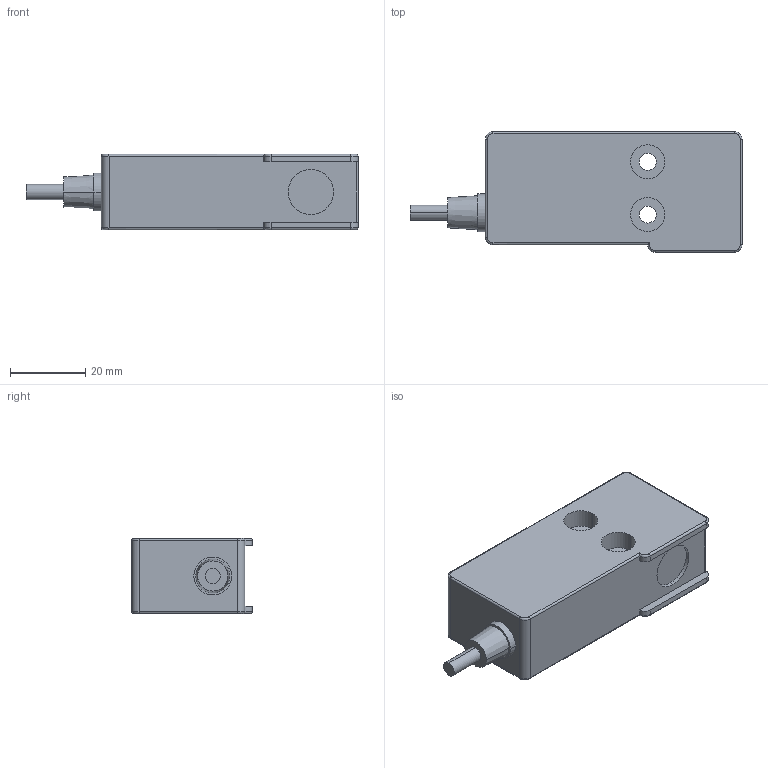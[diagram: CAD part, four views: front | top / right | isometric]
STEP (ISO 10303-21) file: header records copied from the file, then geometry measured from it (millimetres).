
FILE_DESCRIPTION((''),'2;1');
FILE_NAME('SLA5S_E_F300089A','2006-01-03T',('Pepperl+Fuchs'),('Industriehansa'),'PRO/ENGINEER BY PARAMETRIC TECHNOLOGY CORPORATION, 2005290','PRO/ENGINEER BY PARAMETRIC TECHNOLOGY CORPORATION, 2005290','');
FILE_SCHEMA(('AUTOMOTIVE_DESIGN_CC2 { 1 2 10303 214 -1 1 5 2 }'));
Length unit declared in the file: millimetre
Products named in the file (1): SLA5S_E_F300089A
Bounding box: 88 x 32 x 20 mm (x, y, z)
Volume: 39953.5 mm3; surface area: 9269.6 mm2
Topology: 1 solids, 1 shells, 66 faces, 163 edges, 122 vertices
Faces by surface type: cylinder 36, plane 18, torus 10, cone 2
Entity records: 2607 total; most frequent: DIRECTION 379, CARTESIAN_POINT 341, ORIENTED_EDGE 296, PRESENTATION_STYLE_ASSIGNMENT 173, STYLED_ITEM 170, CURVE_STYLE 165, AXIS2_PLACEMENT_3D 151, EDGE_CURVE 148
